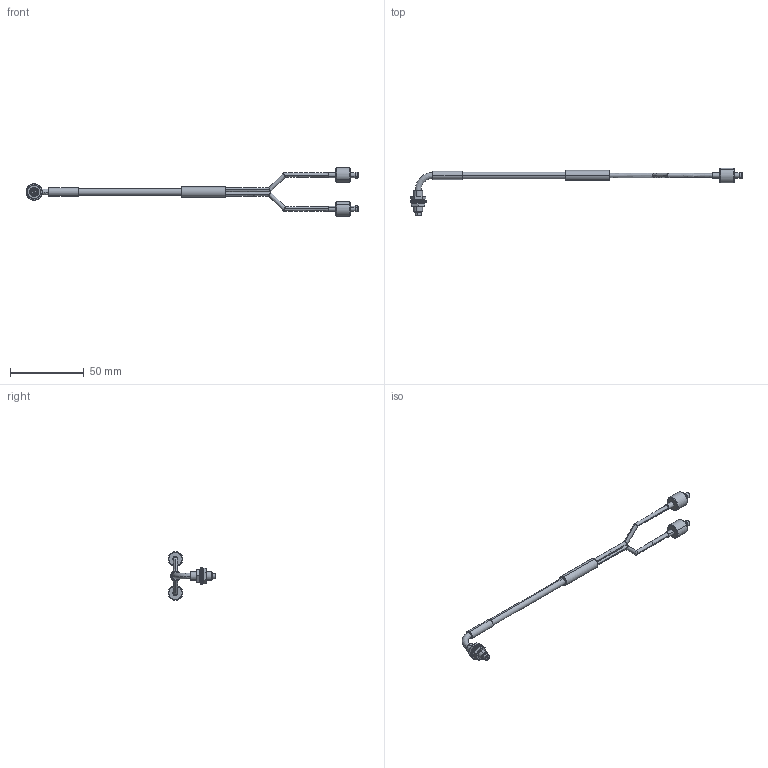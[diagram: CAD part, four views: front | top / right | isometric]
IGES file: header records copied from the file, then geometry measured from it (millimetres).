
Start section: SolidWorks IGES file using analytic representation for surfaces
Global section: file name: GPF-VD07-250-1.0L.IGS; native system: SolidWorks 2015; preprocessor: SolidWorks 2015; author: TWLEE; date: 171117.161855; units: millimetre
Bounding box: 225.5 x 32.48 x 32.96 mm (x, y, z)
Surface area: 5896 mm2 (no closed solid volume)
Topology: 0 solids, 0 shells, 140 faces, 2536 edges, 2536 vertices
Faces by surface type: revolution 88, bspline 52
